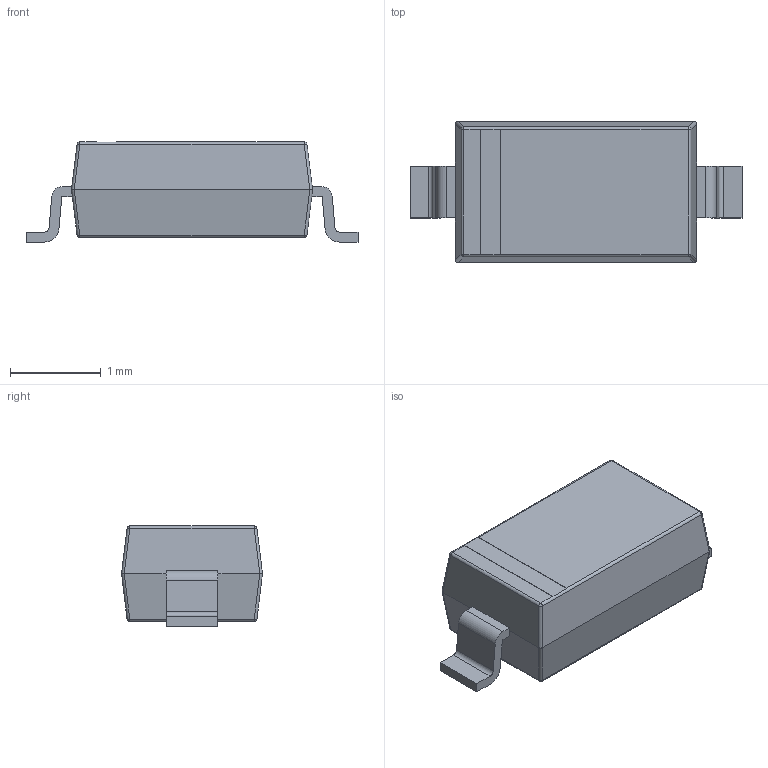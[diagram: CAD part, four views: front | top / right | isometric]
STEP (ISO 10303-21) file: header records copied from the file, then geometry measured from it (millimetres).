
FILE_DESCRIPTION (( 'STEP AP214' ), '1' );
FILE_NAME ('SOD-123F_L2.7-W1.7-LS3.7-RD-1.STEP', '2021-09-23T02:20:00', ( 'PC' ), ( 'Microsoft' ), 'SwSTEP 2.0', 'SolidWorks 2018', '' );
FILE_SCHEMA (( 'AUTOMOTIVE_DESIGN' ));
Length unit declared in the file: millimetre
Products named in the file (2): SOD-123F_L2.7-W1.7-LS3.7-RD-1
Bounding box: 3.65 x 1.55 x 1.1 mm (x, y, z)
Volume: 4.1 mm3; surface area: 18 mm2
Topology: 1 solids, 1 shells, 123 faces, 310 edges, 196 vertices
Faces by surface type: plane 77, cylinder 24, bspline 14, sphere 8
Entity records: 5714 total; most frequent: CARTESIAN_POINT 1441, ORIENTED_EDGE 620, DIRECTION 544, EDGE_CURVE 310, VECTOR 234, LINE 234, VERTEX_POINT 196, AXIS2_PLACEMENT_3D 155
